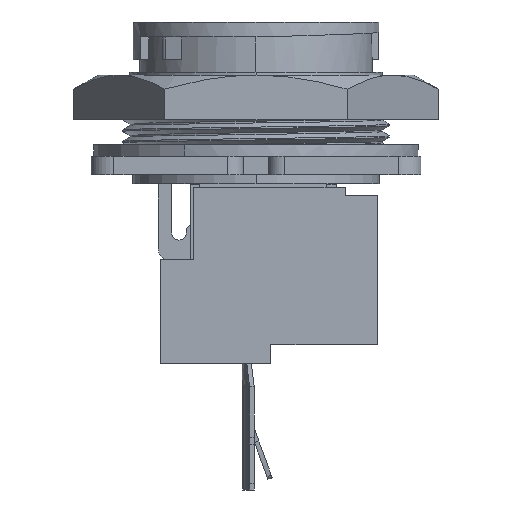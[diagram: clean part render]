
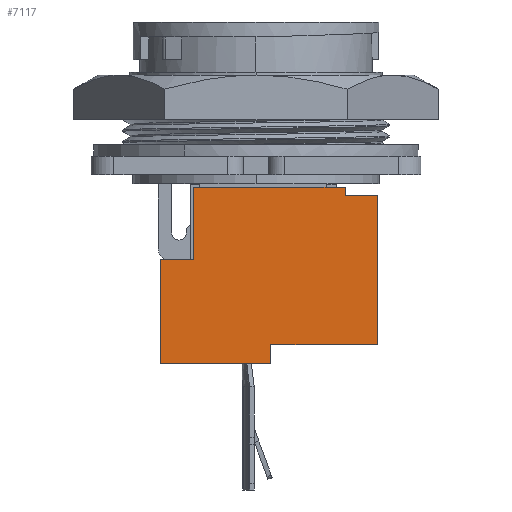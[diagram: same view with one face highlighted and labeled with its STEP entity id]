
A CAD part, left-side view. The second image highlights one B-rep face of the part: STEP entity #7117.
In plain terms, the highlighted planar face has unit normal (-1, 0, 0).
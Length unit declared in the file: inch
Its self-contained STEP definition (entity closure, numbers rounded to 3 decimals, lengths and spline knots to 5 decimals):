
#7 = VERTEX_POINT ( 'NONE', #5159 ) ;
#147 = ORIENTED_EDGE ( 'NONE', *, *, #18245, .T. ) ;
#291 = CARTESIAN_POINT ( 'NONE',  ( -0.36811, 0.41486, -0.37023 ) ) ;
#534 = VERTEX_POINT ( 'NONE', #7505 ) ;
#713 = VERTEX_POINT ( 'NONE', #10833 ) ;
#1197 = AXIS2_PLACEMENT_3D ( 'NONE', #21412, #16348, #6121 ) ;
#1232 = VERTEX_POINT ( 'NONE', #5737 ) ;
#1329 = CARTESIAN_POINT ( 'NONE',  ( -0.36811, -0.3883, -0.05523 ) ) ;
#1390 = DIRECTION ( 'NONE',  ( 0., 0., 1. ) ) ;
#2081 = VERTEX_POINT ( 'NONE', #13320 ) ;
#2814 = ORIENTED_EDGE ( 'NONE', *, *, #8009, .T. ) ;
#2904 = DIRECTION ( 'NONE',  ( 0., 0., -1. ) ) ;
#3211 = ORIENTED_EDGE ( 'NONE', *, *, #12080, .T. ) ;
#3232 = EDGE_CURVE ( 'NONE', #534, #7, #9495, .T. ) ;
#4376 = PLANE ( 'NONE',  #1197 ) ;
#4622 = DIRECTION ( 'NONE',  ( 0., -1., 0. ) ) ;
#4683 = LINE ( 'NONE', #14825, #8702 ) ;
#4948 = CARTESIAN_POINT ( 'NONE',  ( -0.36811, -0.06514, -0.74179 ) ) ;
#5019 = LINE ( 'NONE', #14814, #13572 ) ;
#5159 = CARTESIAN_POINT ( 'NONE',  ( -0.36811, -0.3883, -0.09223 ) ) ;
#5276 = DIRECTION ( 'NONE',  ( 0., 0., 1. ) ) ;
#5737 = CARTESIAN_POINT ( 'NONE',  ( -0.36811, 0.27316, -0.05523 ) ) ;
#5814 = CARTESIAN_POINT ( 'NONE',  ( -0.36811, 0.27316, -0.37023 ) ) ;
#6121 = DIRECTION ( 'NONE',  ( 0., 0., -1. ) ) ;
#6901 = EDGE_CURVE ( 'NONE', #1232, #12329, #20335, .T. ) ;
#7117 = ADVANCED_FACE ( 'NONE', ( #8569 ), #4376, .T. ) ;
#7505 = CARTESIAN_POINT ( 'NONE',  ( -0.36811, -0.52806, -0.09223 ) ) ;
#7817 = EDGE_CURVE ( 'NONE', #14037, #713, #17093, .T. ) ;
#8009 = EDGE_CURVE ( 'NONE', #8081, #2081, #14945, .T. ) ;
#8035 = VECTOR ( 'NONE', #17873, 39.37008 ) ;
#8081 = VERTEX_POINT ( 'NONE', #10076 ) ;
#8118 = DIRECTION ( 'NONE',  ( 0., 0., 1. ) ) ;
#8569 = FACE_OUTER_BOUND ( 'NONE', #12587, .T. ) ;
#8702 = VECTOR ( 'NONE', #8118, 39.37008 ) ;
#8730 = CARTESIAN_POINT ( 'NONE',  ( -0.36811, -0.3883, -0.09223 ) ) ;
#9068 = EDGE_CURVE ( 'NONE', #12403, #8081, #5019, .T. ) ;
#9221 = CARTESIAN_POINT ( 'NONE',  ( -0.36811, -0.3883, -0.05523 ) ) ;
#9480 = LINE ( 'NONE', #13268, #21985 ) ;
#9495 = LINE ( 'NONE', #18441, #18050 ) ;
#9682 = VECTOR ( 'NONE', #10927, 39.37008 ) ;
#10076 = CARTESIAN_POINT ( 'NONE',  ( -0.36811, 0.41486, -0.82523 ) ) ;
#10300 = ORIENTED_EDGE ( 'NONE', *, *, #9068, .T. ) ;
#10343 = VECTOR ( 'NONE', #5276, 39.37008 ) ;
#10642 = VECTOR ( 'NONE', #12586, 39.37008 ) ;
#10833 = CARTESIAN_POINT ( 'NONE',  ( -0.36811, -0.52806, -0.74179 ) ) ;
#10927 = DIRECTION ( 'NONE',  ( 0., 1., 0. ) ) ;
#12080 = EDGE_CURVE ( 'NONE', #2081, #14037, #4683, .T. ) ;
#12329 = VERTEX_POINT ( 'NONE', #17128 ) ;
#12403 = VERTEX_POINT ( 'NONE', #291 ) ;
#12586 = DIRECTION ( 'NONE',  ( 0., 1., 0. ) ) ;
#12587 = EDGE_LOOP ( 'NONE', ( #10300, #2814, #3211, #17615, #15739, #17553, #12924, #17399, #16024, #147 ) ) ;
#12924 = ORIENTED_EDGE ( 'NONE', *, *, #21449, .T. ) ;
#13108 = EDGE_CURVE ( 'NONE', #713, #534, #9480, .T. ) ;
#13268 = CARTESIAN_POINT ( 'NONE',  ( -0.36811, -0.52806, -0.74179 ) ) ;
#13320 = CARTESIAN_POINT ( 'NONE',  ( -0.36811, -0.06514, -0.82523 ) ) ;
#13572 = VECTOR ( 'NONE', #2904, 39.37008 ) ;
#14037 = VERTEX_POINT ( 'NONE', #4948 ) ;
#14814 = CARTESIAN_POINT ( 'NONE',  ( -0.36811, 0.41486, -0.37023 ) ) ;
#14825 = CARTESIAN_POINT ( 'NONE',  ( -0.36811, -0.06514, -0.82523 ) ) ;
#14932 = CARTESIAN_POINT ( 'NONE',  ( -0.36811, 0.41486, -0.82523 ) ) ;
#14945 = LINE ( 'NONE', #14932, #18961 ) ;
#15467 = EDGE_CURVE ( 'NONE', #19244, #1232, #19853, .T. ) ;
#15739 = ORIENTED_EDGE ( 'NONE', *, *, #13108, .T. ) ;
#16024 = ORIENTED_EDGE ( 'NONE', *, *, #6901, .T. ) ;
#16142 = CARTESIAN_POINT ( 'NONE',  ( -0.36811, -0.06514, -0.74179 ) ) ;
#16348 = DIRECTION ( 'NONE',  ( -1., 0., 0. ) ) ;
#17093 = LINE ( 'NONE', #16142, #8035 ) ;
#17128 = CARTESIAN_POINT ( 'NONE',  ( -0.36811, 0.27316, -0.37023 ) ) ;
#17399 = ORIENTED_EDGE ( 'NONE', *, *, #15467, .T. ) ;
#17419 = DIRECTION ( 'NONE',  ( 0., 0., -1. ) ) ;
#17553 = ORIENTED_EDGE ( 'NONE', *, *, #3232, .T. ) ;
#17615 = ORIENTED_EDGE ( 'NONE', *, *, #7817, .T. ) ;
#17873 = DIRECTION ( 'NONE',  ( 0., -1., 0. ) ) ;
#18050 = VECTOR ( 'NONE', #21828, 39.37008 ) ;
#18245 = EDGE_CURVE ( 'NONE', #12329, #12403, #19214, .T. ) ;
#18441 = CARTESIAN_POINT ( 'NONE',  ( -0.36811, -0.52806, -0.09223 ) ) ;
#18961 = VECTOR ( 'NONE', #4622, 39.37008 ) ;
#19214 = LINE ( 'NONE', #5814, #10642 ) ;
#19244 = VERTEX_POINT ( 'NONE', #1329 ) ;
#19450 = LINE ( 'NONE', #8730, #10343 ) ;
#19823 = VECTOR ( 'NONE', #17419, 39.37008 ) ;
#19853 = LINE ( 'NONE', #9221, #9682 ) ;
#20335 = LINE ( 'NONE', #20836, #19823 ) ;
#20836 = CARTESIAN_POINT ( 'NONE',  ( -0.36811, 0.27316, -0.05523 ) ) ;
#21412 = CARTESIAN_POINT ( 'NONE',  ( -0.36811, 0.41486, -0.82523 ) ) ;
#21449 = EDGE_CURVE ( 'NONE', #7, #19244, #19450, .T. ) ;
#21828 = DIRECTION ( 'NONE',  ( 0., 1., 0. ) ) ;
#21985 = VECTOR ( 'NONE', #1390, 39.37008 ) ;
